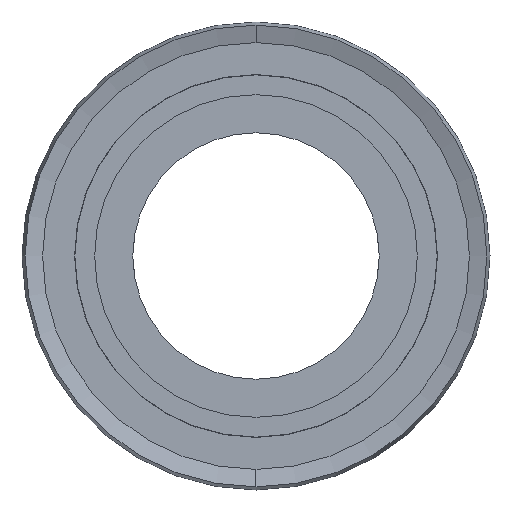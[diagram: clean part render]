
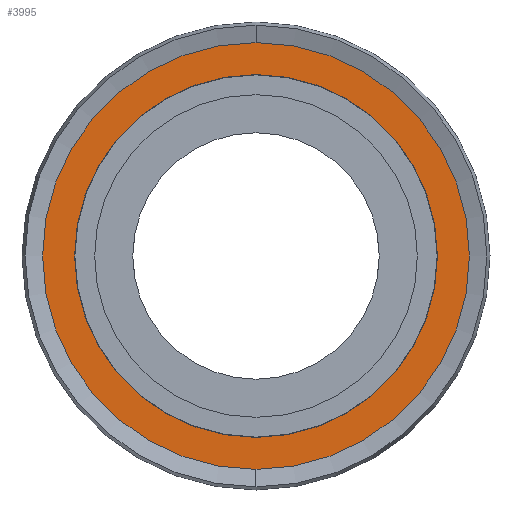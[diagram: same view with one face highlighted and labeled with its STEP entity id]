
A CAD part, left-side view. The second image highlights one B-rep face of the part: STEP entity #3995.
In plain terms, the highlighted planar face has unit normal (-1, 0, 0).
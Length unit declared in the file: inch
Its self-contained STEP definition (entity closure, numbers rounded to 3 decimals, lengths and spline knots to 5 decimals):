
#4 = CIRCLE ( 'NONE', #165, 1.0175 ) ;
#48 = VERTEX_POINT ( 'NONE', #6697 ) ;
#146 = VERTEX_POINT ( 'NONE', #5674 ) ;
#165 = AXIS2_PLACEMENT_3D ( 'NONE', #1188, #7417, #6826 ) ;
#212 = FACE_OUTER_BOUND ( 'NONE', #7346, .T. ) ;
#356 = CARTESIAN_POINT ( 'NONE',  ( 0.47775, 1.14966, 0.9107 ) ) ;
#1180 = AXIS2_PLACEMENT_3D ( 'NONE', #2104, #3795, #4923 ) ;
#1188 = CARTESIAN_POINT ( 'NONE',  ( 0.47775, 1.14966, 1.9282 ) ) ;
#1481 = VERTEX_POINT ( 'NONE', #356 ) ;
#1658 = CIRCLE ( 'NONE', #5892, 1.19683 ) ;
#2104 = CARTESIAN_POINT ( 'NONE',  ( 0.47775, 1.60667, 0.82206 ) ) ;
#2320 = VERTEX_POINT ( 'NONE', #4748 ) ;
#2647 = PLANE ( 'NONE',  #1180 ) ;
#2869 = CARTESIAN_POINT ( 'NONE',  ( 0.47775, 1.14966, 1.9282 ) ) ;
#3267 = CIRCLE ( 'NONE', #3636, 1.0175 ) ;
#3636 = AXIS2_PLACEMENT_3D ( 'NONE', #5138, #6254, #6859 ) ;
#3705 = EDGE_LOOP ( 'NONE', ( #3972, #5809 ) ) ;
#3795 = DIRECTION ( 'NONE',  ( -1., 0., 0. ) ) ;
#3853 = CIRCLE ( 'NONE', #4347, 1.19683 ) ;
#3915 = DIRECTION ( 'NONE',  ( -1., 0., 0. ) ) ;
#3972 = ORIENTED_EDGE ( 'NONE', *, *, #5546, .T. ) ;
#3994 = ORIENTED_EDGE ( 'NONE', *, *, #4156, .T. ) ;
#3995 = ADVANCED_FACE ( 'NONE', ( #212, #5197 ), #2647, .T. ) ;
#4070 = EDGE_CURVE ( 'NONE', #48, #2320, #3853, .T. ) ;
#4156 = EDGE_CURVE ( 'NONE', #2320, #48, #1658, .T. ) ;
#4337 = DIRECTION ( 'NONE',  ( 0., 0., 1. ) ) ;
#4347 = AXIS2_PLACEMENT_3D ( 'NONE', #5494, #6106, #4337 ) ;
#4748 = CARTESIAN_POINT ( 'NONE',  ( 0.47775, 1.14966, 0.73137 ) ) ;
#4923 = DIRECTION ( 'NONE',  ( 0., 0., 1. ) ) ;
#5138 = CARTESIAN_POINT ( 'NONE',  ( 0.47775, 1.14966, 1.9282 ) ) ;
#5197 = FACE_BOUND ( 'NONE', #3705, .T. ) ;
#5494 = CARTESIAN_POINT ( 'NONE',  ( 0.47775, 1.14966, 1.9282 ) ) ;
#5546 = EDGE_CURVE ( 'NONE', #1481, #146, #4, .T. ) ;
#5674 = CARTESIAN_POINT ( 'NONE',  ( 0.47775, 1.14966, 2.9457 ) ) ;
#5809 = ORIENTED_EDGE ( 'NONE', *, *, #6528, .T. ) ;
#5892 = AXIS2_PLACEMENT_3D ( 'NONE', #2869, #3915, #6791 ) ;
#6106 = DIRECTION ( 'NONE',  ( -1., 0., 0. ) ) ;
#6254 = DIRECTION ( 'NONE',  ( 1., 0., 0. ) ) ;
#6506 = ORIENTED_EDGE ( 'NONE', *, *, #4070, .T. ) ;
#6528 = EDGE_CURVE ( 'NONE', #146, #1481, #3267, .T. ) ;
#6697 = CARTESIAN_POINT ( 'NONE',  ( 0.47775, 1.14966, 3.12503 ) ) ;
#6791 = DIRECTION ( 'NONE',  ( 0., 0., 1. ) ) ;
#6826 = DIRECTION ( 'NONE',  ( 0., 0., -1. ) ) ;
#6859 = DIRECTION ( 'NONE',  ( 0., 0., -1. ) ) ;
#7346 = EDGE_LOOP ( 'NONE', ( #6506, #3994 ) ) ;
#7417 = DIRECTION ( 'NONE',  ( 1., 0., 0. ) ) ;
